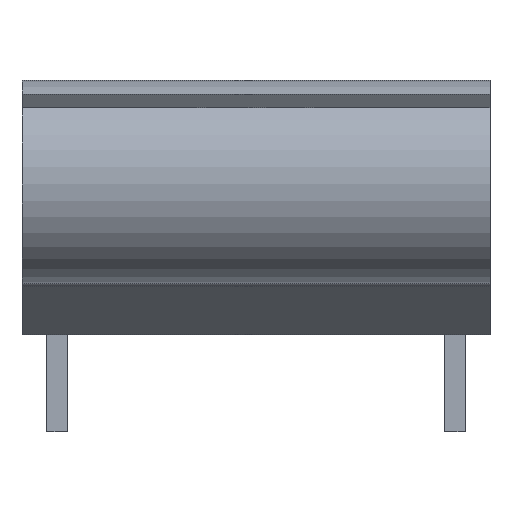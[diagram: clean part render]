
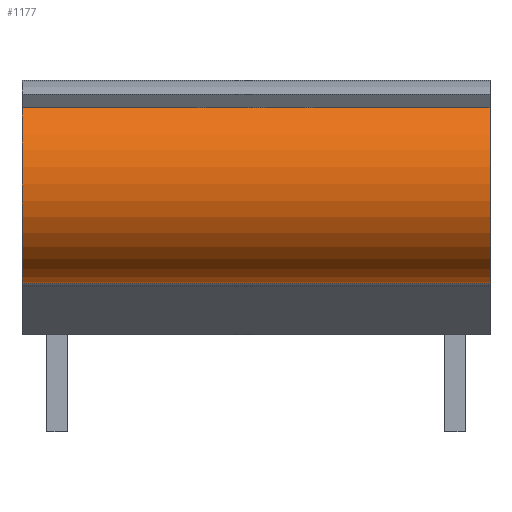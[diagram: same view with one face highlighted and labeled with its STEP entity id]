
A CAD part, top view. The second image highlights one B-rep face of the part: STEP entity #1177.
In plain terms, the highlighted cylindrical face has radius 9 mm (diameter 18 mm), a partial arc.
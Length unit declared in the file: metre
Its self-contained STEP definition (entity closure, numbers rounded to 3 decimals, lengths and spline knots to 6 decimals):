
#149=LINE('',#1990,#260);
#150=LINE('',#1991,#261);
#260=VECTOR('',#1635,1.);
#261=VECTOR('',#1636,1.);
#491=ORIENTED_EDGE('',*,*,#761,.F.);
#492=ORIENTED_EDGE('',*,*,#618,.T.);
#493=ORIENTED_EDGE('',*,*,#762,.T.);
#494=ORIENTED_EDGE('',*,*,#627,.F.);
#618=EDGE_CURVE('',#785,#784,#891,.T.);
#627=EDGE_CURVE('',#792,#793,#895,.T.);
#761=EDGE_CURVE('',#785,#792,#149,.T.);
#762=EDGE_CURVE('',#784,#793,#150,.T.);
#784=VERTEX_POINT('',#1701);
#785=VERTEX_POINT('',#1703);
#792=VERTEX_POINT('',#1719);
#793=VERTEX_POINT('',#1721);
#891=CIRCLE('',#1212,0.009);
#895=CIRCLE('',#1217,0.009);
#1003=EDGE_LOOP('',(#491,#492,#493,#494));
#1084=FACE_BOUND('',#1003,.T.);
#1125=CYLINDRICAL_SURFACE('',#1306,0.009);
#1177=ADVANCED_FACE('',(#1084),#1125,.T.);
#1212=AXIS2_PLACEMENT_3D('',#1702,#1350,#1351);
#1217=AXIS2_PLACEMENT_3D('',#1720,#1365,#1366);
#1306=AXIS2_PLACEMENT_3D('',#1989,#1633,#1634);
#1350=DIRECTION('',(1.,0.,0.));
#1351=DIRECTION('',(0.,0.,-1.));
#1365=DIRECTION('',(1.,0.,0.));
#1366=DIRECTION('',(0.,0.,-1.));
#1633=DIRECTION('',(1.,0.,0.));
#1634=DIRECTION('',(0.,0.,-1.));
#1635=DIRECTION('',(1.,0.,0.));
#1636=DIRECTION('',(1.,0.,0.));
#1701=CARTESIAN_POINT('',(-0.0207,-0.001493,0.042448));
#1702=CARTESIAN_POINT('',(-0.0207,0.0075,0.0421));
#1703=CARTESIAN_POINT('',(-0.0207,0.014066,0.048255));
#1719=CARTESIAN_POINT('',(0.0207,0.014066,0.048255));
#1720=CARTESIAN_POINT('',(0.0207,0.0075,0.0421));
#1721=CARTESIAN_POINT('',(0.0207,-0.001493,0.042448));
#1989=CARTESIAN_POINT('',(0.,0.0075,0.0421));
#1990=CARTESIAN_POINT('',(0.,0.014066,0.048255));
#1991=CARTESIAN_POINT('',(0.,-0.001493,0.042448));
